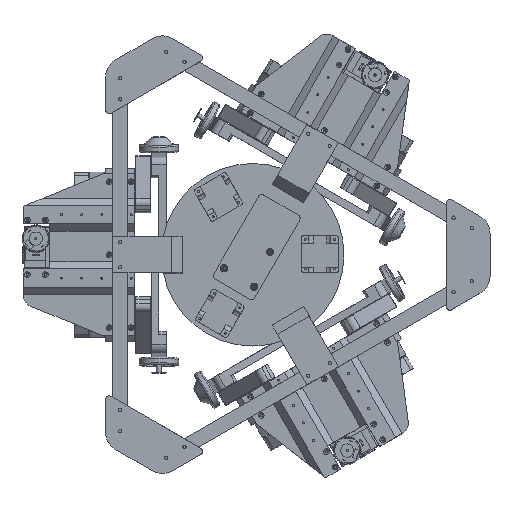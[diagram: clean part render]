
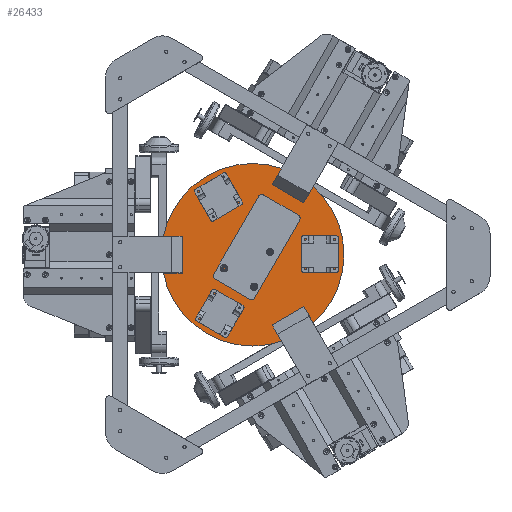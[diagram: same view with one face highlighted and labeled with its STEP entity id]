
A CAD part, top view. The second image highlights one B-rep face of the part: STEP entity #26433.
In plain terms, the highlighted planar face has unit normal (0, 0, 1).
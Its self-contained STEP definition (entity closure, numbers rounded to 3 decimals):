
#1746=PLANE('',#28531);
#2838=FACE_OUTER_BOUND('',#4622,.T.);
#4622=EDGE_LOOP('',(#20164));
#11148=CIRCLE('',#28529,125.);
#12752=VERTEX_POINT('',#41301);
#15490=EDGE_CURVE('',#12752,#12752,#11148,.T.);
#20164=ORIENTED_EDGE('',*,*,#15490,.T.);
#26433=ADVANCED_FACE('',(#2838),#1746,.T.);
#28529=AXIS2_PLACEMENT_3D('',#41302,#33039,#33040);
#28531=AXIS2_PLACEMENT_3D('',#41306,#33044,#33045);
#33039=DIRECTION('center_axis',(0.,0.,1.));
#33040=DIRECTION('ref_axis',(-1.,0.,0.));
#33044=DIRECTION('center_axis',(0.,0.,1.));
#33045=DIRECTION('ref_axis',(-1.,0.,0.));
#41301=CARTESIAN_POINT('',(360.,-5.,40.));
#41302=CARTESIAN_POINT('Origin',(235.,-5.,40.));
#41306=CARTESIAN_POINT('Origin',(235.,-5.,40.));
